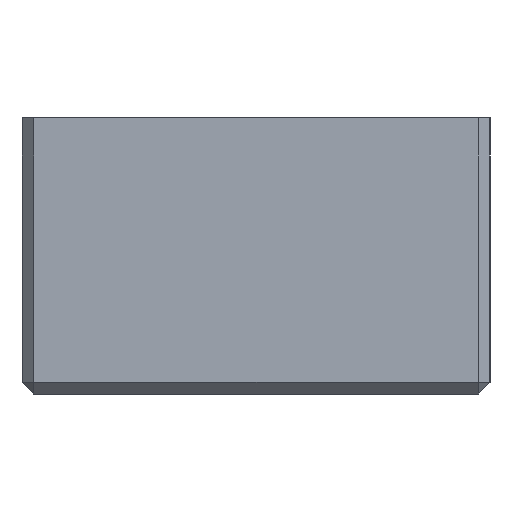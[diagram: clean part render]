
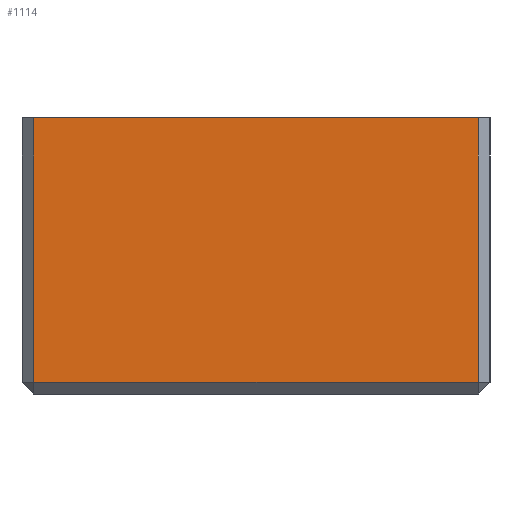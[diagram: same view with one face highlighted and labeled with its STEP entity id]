
A CAD part, left-side view. The second image highlights one B-rep face of the part: STEP entity #1114.
In plain terms, the highlighted planar face has unit normal (-1, 0, 0).
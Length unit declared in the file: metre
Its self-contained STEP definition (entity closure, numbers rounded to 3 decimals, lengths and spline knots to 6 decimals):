
#206=ORIENTED_EDGE('',*,*,#466,.F.);
#207=ORIENTED_EDGE('',*,*,#484,.T.);
#208=ORIENTED_EDGE('',*,*,#485,.T.);
#209=ORIENTED_EDGE('',*,*,#486,.T.);
#466=EDGE_CURVE('',#604,#605,#714,.T.);
#484=EDGE_CURVE('',#604,#618,#732,.T.);
#485=EDGE_CURVE('',#618,#619,#733,.T.);
#486=EDGE_CURVE('',#619,#605,#734,.T.);
#604=VERTEX_POINT('',#1761);
#605=VERTEX_POINT('',#1763);
#618=VERTEX_POINT('',#1798);
#619=VERTEX_POINT('',#1800);
#714=LINE('',#1762,#846);
#732=LINE('',#1797,#864);
#733=LINE('',#1799,#865);
#734=LINE('',#1801,#866);
#846=VECTOR('',#1411,1.);
#864=VECTOR('',#1437,1.);
#865=VECTOR('',#1438,1.);
#866=VECTOR('',#1439,1.);
#926=EDGE_LOOP('',(#206,#207,#208,#209));
#996=FACE_BOUND('',#926,.T.);
#1062=PLANE('',#1205);
#1114=ADVANCED_FACE('',(#996),#1062,.T.);
#1205=AXIS2_PLACEMENT_3D('',#1796,#1435,#1436);
#1411=DIRECTION('',(0.,-1.,0.));
#1435=DIRECTION('',(-1.,0.,0.));
#1436=DIRECTION('',(0.,0.,-1.));
#1437=DIRECTION('',(0.,0.,-1.));
#1438=DIRECTION('',(0.,-1.,0.));
#1439=DIRECTION('',(0.,0.,1.));
#1761=CARTESIAN_POINT('',(-0.02,0.0295,0.));
#1762=CARTESIAN_POINT('',(-0.02,0.02,0.));
#1763=CARTESIAN_POINT('',(-0.02,0.0105,0.));
#1796=CARTESIAN_POINT('',(-0.02,0.02,-0.007));
#1797=CARTESIAN_POINT('',(-0.02,0.0295,-0.007));
#1798=CARTESIAN_POINT('',(-0.02,0.0295,-0.0113));
#1799=CARTESIAN_POINT('',(-0.02,0.02,-0.0113));
#1800=CARTESIAN_POINT('',(-0.02,0.0105,-0.0113));
#1801=CARTESIAN_POINT('',(-0.02,0.0105,0.));
